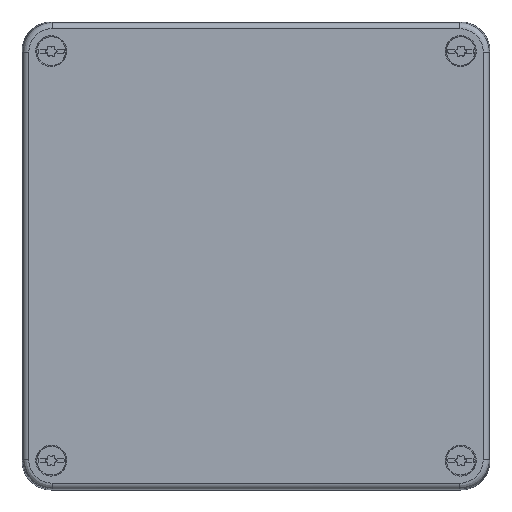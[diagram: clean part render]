
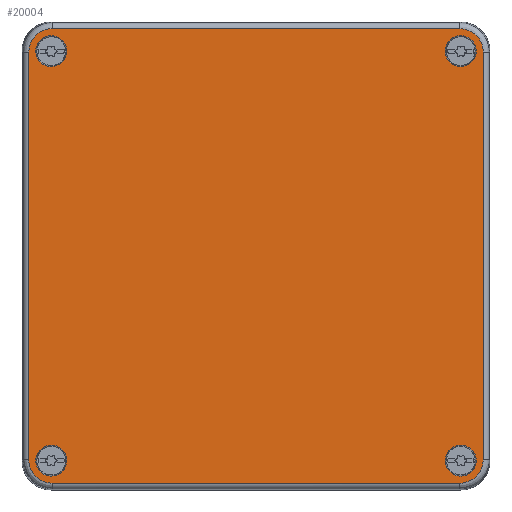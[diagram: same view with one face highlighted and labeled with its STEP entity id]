
A CAD part, top view. The second image highlights one B-rep face of the part: STEP entity #20004.
In plain terms, the highlighted planar face has unit normal (0, 0, 1).
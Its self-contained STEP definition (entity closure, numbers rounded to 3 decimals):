
#19920=AXIS2_PLACEMENT_3D('Plane Axis2P3D',#19917,#19918,#19919) ;
#19934=AXIS2_PLACEMENT_3D('Circle Axis2P3D',#19932,#19933,$) ;
#19943=AXIS2_PLACEMENT_3D('Circle Axis2P3D',#19941,#19942,$) ;
#19952=AXIS2_PLACEMENT_3D('Circle Axis2P3D',#19950,#19951,$) ;
#19961=AXIS2_PLACEMENT_3D('Circle Axis2P3D',#19959,#19960,$) ;
#19970=AXIS2_PLACEMENT_3D('Circle Axis2P3D',#19968,#19969,$) ;
#19979=AXIS2_PLACEMENT_3D('Circle Axis2P3D',#19977,#19978,$) ;
#19988=AXIS2_PLACEMENT_3D('Circle Axis2P3D',#19986,#19987,$) ;
#19997=AXIS2_PLACEMENT_3D('Circle Axis2P3D',#19995,#19996,$) ;
#18934=CARTESIAN_POINT('Vertex',(2.314,149.687,91.)) ;
#18941=CARTESIAN_POINT('Vertex',(2.314,10.313,91.)) ;
#18944=CARTESIAN_POINT('Line Origine',(2.314,80.,91.)) ;
#19049=CARTESIAN_POINT('Vertex',(10.313,157.686,91.)) ;
#19053=CARTESIAN_POINT('Control Point',(2.314,149.687,91.)) ;
#19054=CARTESIAN_POINT('Control Point',(2.314,150.887,91.)) ;
#19055=CARTESIAN_POINT('Control Point',(2.54,152.088,91.)) ;
#19056=CARTESIAN_POINT('Control Point',(2.99,153.231,91.)) ;
#19057=CARTESIAN_POINT('Control Point',(4.359,155.391,91.)) ;
#19058=CARTESIAN_POINT('Control Point',(6.449,156.878,91.)) ;
#19059=CARTESIAN_POINT('Control Point',(7.688,157.416,91.)) ;
#19060=CARTESIAN_POINT('Control Point',(9.001,157.686,91.)) ;
#19061=CARTESIAN_POINT('Control Point',(10.313,157.686,91.)) ;
#19080=CARTESIAN_POINT('Vertex',(149.687,157.686,91.)) ;
#19083=CARTESIAN_POINT('Line Origine',(80.011,157.686,91.)) ;
#19188=CARTESIAN_POINT('Vertex',(157.686,149.687,91.)) ;
#19192=CARTESIAN_POINT('Control Point',(149.687,157.686,91.)) ;
#19193=CARTESIAN_POINT('Control Point',(150.887,157.686,91.)) ;
#19194=CARTESIAN_POINT('Control Point',(152.088,157.46,91.)) ;
#19195=CARTESIAN_POINT('Control Point',(153.231,157.01,91.)) ;
#19196=CARTESIAN_POINT('Control Point',(155.391,155.641,91.)) ;
#19197=CARTESIAN_POINT('Control Point',(156.878,153.551,91.)) ;
#19198=CARTESIAN_POINT('Control Point',(157.416,152.312,91.)) ;
#19199=CARTESIAN_POINT('Control Point',(157.686,150.999,91.)) ;
#19200=CARTESIAN_POINT('Control Point',(157.686,149.687,91.)) ;
#19219=CARTESIAN_POINT('Vertex',(157.686,10.313,91.)) ;
#19222=CARTESIAN_POINT('Line Origine',(157.686,80.,91.)) ;
#19327=CARTESIAN_POINT('Vertex',(149.687,2.314,91.)) ;
#19331=CARTESIAN_POINT('Control Point',(157.686,10.313,91.)) ;
#19332=CARTESIAN_POINT('Control Point',(157.686,9.113,91.)) ;
#19333=CARTESIAN_POINT('Control Point',(157.46,7.912,91.)) ;
#19334=CARTESIAN_POINT('Control Point',(157.01,6.769,91.)) ;
#19335=CARTESIAN_POINT('Control Point',(155.641,4.609,91.)) ;
#19336=CARTESIAN_POINT('Control Point',(153.551,3.122,91.)) ;
#19337=CARTESIAN_POINT('Control Point',(152.312,2.584,91.)) ;
#19338=CARTESIAN_POINT('Control Point',(150.999,2.314,91.)) ;
#19339=CARTESIAN_POINT('Control Point',(149.687,2.314,91.)) ;
#19358=CARTESIAN_POINT('Vertex',(10.313,2.314,91.)) ;
#19361=CARTESIAN_POINT('Line Origine',(80.011,2.314,91.)) ;
#19457=CARTESIAN_POINT('Control Point',(10.313,2.314,91.)) ;
#19458=CARTESIAN_POINT('Control Point',(9.113,2.314,91.)) ;
#19459=CARTESIAN_POINT('Control Point',(7.912,2.54,91.)) ;
#19460=CARTESIAN_POINT('Control Point',(6.769,2.99,91.)) ;
#19461=CARTESIAN_POINT('Control Point',(4.609,4.359,91.)) ;
#19462=CARTESIAN_POINT('Control Point',(3.122,6.449,91.)) ;
#19463=CARTESIAN_POINT('Control Point',(2.584,7.688,91.)) ;
#19464=CARTESIAN_POINT('Control Point',(2.314,9.001,91.)) ;
#19465=CARTESIAN_POINT('Control Point',(2.314,10.313,91.)) ;
#19917=CARTESIAN_POINT('Axis2P3D Location',(80.,80.,91.)) ;
#19932=CARTESIAN_POINT('Axis2P3D Location',(150.,10.,91.)) ;
#19936=CARTESIAN_POINT('Vertex',(147.459,5.349,91.)) ;
#19938=CARTESIAN_POINT('Vertex',(152.541,14.651,91.)) ;
#19941=CARTESIAN_POINT('Axis2P3D Location',(150.,10.,91.)) ;
#19950=CARTESIAN_POINT('Axis2P3D Location',(150.,150.,91.)) ;
#19954=CARTESIAN_POINT('Vertex',(152.541,154.651,91.)) ;
#19956=CARTESIAN_POINT('Vertex',(147.459,145.349,91.)) ;
#19959=CARTESIAN_POINT('Axis2P3D Location',(150.,150.,91.)) ;
#19968=CARTESIAN_POINT('Axis2P3D Location',(10.,10.,91.)) ;
#19972=CARTESIAN_POINT('Vertex',(12.541,14.651,91.)) ;
#19974=CARTESIAN_POINT('Vertex',(7.459,5.349,91.)) ;
#19977=CARTESIAN_POINT('Axis2P3D Location',(10.,10.,91.)) ;
#19986=CARTESIAN_POINT('Axis2P3D Location',(10.,150.,91.)) ;
#19990=CARTESIAN_POINT('Vertex',(12.541,154.651,91.)) ;
#19992=CARTESIAN_POINT('Vertex',(7.459,145.349,91.)) ;
#19995=CARTESIAN_POINT('Axis2P3D Location',(10.,150.,91.)) ;
#18945=DIRECTION('Vector Direction',(0.,1.,0.)) ;
#19084=DIRECTION('Vector Direction',(1.,0.,0.)) ;
#19223=DIRECTION('Vector Direction',(0.,-1.,0.)) ;
#19362=DIRECTION('Vector Direction',(-1.,0.,0.)) ;
#19918=DIRECTION('Axis2P3D Direction',(0.,0.,1.)) ;
#19919=DIRECTION('Axis2P3D XDirection',(1.,0.,0.)) ;
#19933=DIRECTION('Axis2P3D Direction',(0.,0.,1.)) ;
#19942=DIRECTION('Axis2P3D Direction',(0.,0.,1.)) ;
#19951=DIRECTION('Axis2P3D Direction',(0.,0.,1.)) ;
#19960=DIRECTION('Axis2P3D Direction',(0.,0.,1.)) ;
#19969=DIRECTION('Axis2P3D Direction',(0.,0.,1.)) ;
#19978=DIRECTION('Axis2P3D Direction',(0.,0.,1.)) ;
#19987=DIRECTION('Axis2P3D Direction',(0.,0.,1.)) ;
#19996=DIRECTION('Axis2P3D Direction',(0.,0.,1.)) ;
#18946=VECTOR('Line Direction',#18945,1.) ;
#19085=VECTOR('Line Direction',#19084,1.) ;
#19224=VECTOR('Line Direction',#19223,1.) ;
#19363=VECTOR('Line Direction',#19362,1.) ;
#19923=ORIENTED_EDGE('',*,*,#19365,.T.) ;
#19924=ORIENTED_EDGE('',*,*,#19340,.T.) ;
#19925=ORIENTED_EDGE('',*,*,#19226,.T.) ;
#19926=ORIENTED_EDGE('',*,*,#19201,.T.) ;
#19927=ORIENTED_EDGE('',*,*,#19087,.T.) ;
#19928=ORIENTED_EDGE('',*,*,#19062,.T.) ;
#19929=ORIENTED_EDGE('',*,*,#18948,.T.) ;
#19930=ORIENTED_EDGE('',*,*,#19466,.T.) ;
#19947=ORIENTED_EDGE('',*,*,#19940,.T.) ;
#19948=ORIENTED_EDGE('',*,*,#19945,.T.) ;
#19965=ORIENTED_EDGE('',*,*,#19958,.T.) ;
#19966=ORIENTED_EDGE('',*,*,#19963,.T.) ;
#19983=ORIENTED_EDGE('',*,*,#19976,.T.) ;
#19984=ORIENTED_EDGE('',*,*,#19981,.T.) ;
#20001=ORIENTED_EDGE('',*,*,#19994,.T.) ;
#20002=ORIENTED_EDGE('',*,*,#19999,.T.) ;
#19949=FACE_BOUND('',#19946,.T.) ;
#19967=FACE_BOUND('',#19964,.T.) ;
#19985=FACE_BOUND('',#19982,.T.) ;
#20003=FACE_BOUND('',#20000,.T.) ;
#20004=ADVANCED_FACE('Cover',(#19931,#19949,#19967,#19985,#20003),#19921,.T.) ;
#19052=B_SPLINE_CURVE_WITH_KNOTS('',5,(#19053,#19054,#19055,#19056,#19057,#19058,#19059,#19060,#19061),.UNSPECIFIED.,.F.,.U.,(6,3,6),(30.181,37.19,44.855),.UNSPECIFIED.) ;
#19191=B_SPLINE_CURVE_WITH_KNOTS('',5,(#19192,#19193,#19194,#19195,#19196,#19197,#19198,#19199,#19200),.UNSPECIFIED.,.F.,.U.,(6,3,6),(30.181,37.19,44.855),.UNSPECIFIED.) ;
#19330=B_SPLINE_CURVE_WITH_KNOTS('',5,(#19331,#19332,#19333,#19334,#19335,#19336,#19337,#19338,#19339),.UNSPECIFIED.,.F.,.U.,(6,3,6),(30.181,37.19,44.855),.UNSPECIFIED.) ;
#19456=B_SPLINE_CURVE_WITH_KNOTS('',5,(#19457,#19458,#19459,#19460,#19461,#19462,#19463,#19464,#19465),.UNSPECIFIED.,.F.,.U.,(6,3,6),(30.181,37.19,44.855),.UNSPECIFIED.) ;
#19935=CIRCLE('generated circle',#19934,5.3) ;
#19944=CIRCLE('generated circle',#19943,5.3) ;
#19953=CIRCLE('generated circle',#19952,5.3) ;
#19962=CIRCLE('generated circle',#19961,5.3) ;
#19971=CIRCLE('generated circle',#19970,5.3) ;
#19980=CIRCLE('generated circle',#19979,5.3) ;
#19989=CIRCLE('generated circle',#19988,5.3) ;
#19998=CIRCLE('generated circle',#19997,5.3) ;
#18948=EDGE_CURVE('',#18935,#18942,#18947,.F.) ;
#19062=EDGE_CURVE('',#19050,#18935,#19052,.F.) ;
#19087=EDGE_CURVE('',#19081,#19050,#19086,.F.) ;
#19201=EDGE_CURVE('',#19189,#19081,#19191,.F.) ;
#19226=EDGE_CURVE('',#19220,#19189,#19225,.F.) ;
#19340=EDGE_CURVE('',#19328,#19220,#19330,.F.) ;
#19365=EDGE_CURVE('',#19359,#19328,#19364,.F.) ;
#19466=EDGE_CURVE('',#18942,#19359,#19456,.F.) ;
#19940=EDGE_CURVE('',#19937,#19939,#19935,.F.) ;
#19945=EDGE_CURVE('',#19939,#19937,#19944,.F.) ;
#19958=EDGE_CURVE('',#19955,#19957,#19953,.F.) ;
#19963=EDGE_CURVE('',#19957,#19955,#19962,.F.) ;
#19976=EDGE_CURVE('',#19973,#19975,#19971,.F.) ;
#19981=EDGE_CURVE('',#19975,#19973,#19980,.F.) ;
#19994=EDGE_CURVE('',#19991,#19993,#19989,.F.) ;
#19999=EDGE_CURVE('',#19993,#19991,#19998,.F.) ;
#19922=EDGE_LOOP('',(#19923,#19924,#19925,#19926,#19927,#19928,#19929,#19930)) ;
#19946=EDGE_LOOP('',(#19947,#19948)) ;
#19964=EDGE_LOOP('',(#19965,#19966)) ;
#19982=EDGE_LOOP('',(#19983,#19984)) ;
#20000=EDGE_LOOP('',(#20001,#20002)) ;
#19931=FACE_OUTER_BOUND('',#19922,.T.) ;
#18947=LINE('Line',#18944,#18946) ;
#19086=LINE('Line',#19083,#19085) ;
#19225=LINE('Line',#19222,#19224) ;
#19364=LINE('Line',#19361,#19363) ;
#19921=PLANE('',#19920) ;
#18935=VERTEX_POINT('',#18934) ;
#18942=VERTEX_POINT('',#18941) ;
#19050=VERTEX_POINT('',#19049) ;
#19081=VERTEX_POINT('',#19080) ;
#19189=VERTEX_POINT('',#19188) ;
#19220=VERTEX_POINT('',#19219) ;
#19328=VERTEX_POINT('',#19327) ;
#19359=VERTEX_POINT('',#19358) ;
#19937=VERTEX_POINT('',#19936) ;
#19939=VERTEX_POINT('',#19938) ;
#19955=VERTEX_POINT('',#19954) ;
#19957=VERTEX_POINT('',#19956) ;
#19973=VERTEX_POINT('',#19972) ;
#19975=VERTEX_POINT('',#19974) ;
#19991=VERTEX_POINT('',#19990) ;
#19993=VERTEX_POINT('',#19992) ;
